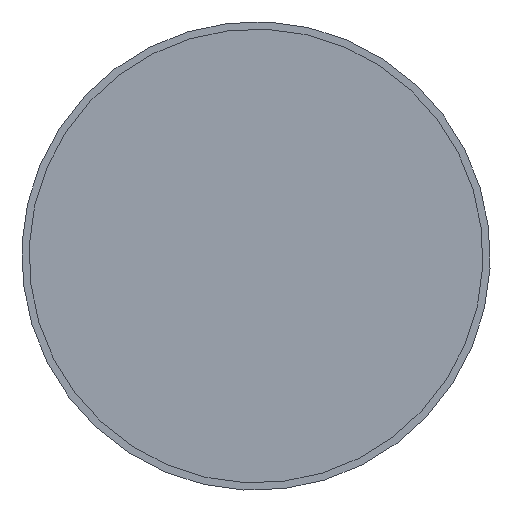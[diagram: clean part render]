
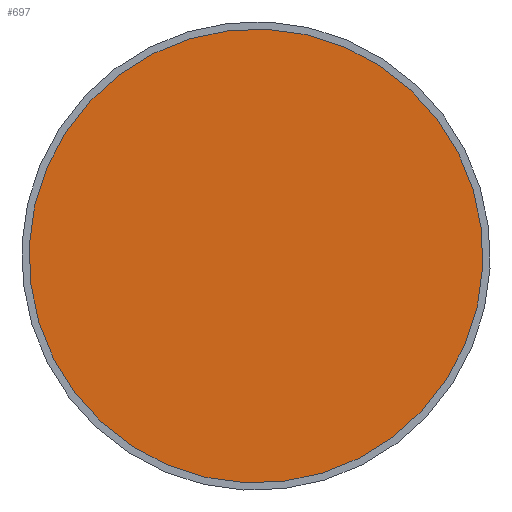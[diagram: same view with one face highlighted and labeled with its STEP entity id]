
A CAD part, front view. The second image highlights one B-rep face of the part: STEP entity #697.
In plain terms, the highlighted planar face has unit normal (0, -1, 0).
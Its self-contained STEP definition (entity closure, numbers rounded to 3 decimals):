
#98=FACE_OUTER_BOUND('',#137,.T.);
#137=EDGE_LOOP('',(#436,#437));
#184=CIRCLE('',#760,15.5);
#185=CIRCLE('',#761,15.5);
#256=VERTEX_POINT('',#1117);
#257=VERTEX_POINT('',#1118);
#332=EDGE_CURVE('',#256,#257,#184,.T.);
#333=EDGE_CURVE('',#257,#256,#185,.T.);
#436=ORIENTED_EDGE('',*,*,#332,.T.);
#437=ORIENTED_EDGE('',*,*,#333,.T.);
#642=PLANE('',#759);
#697=ADVANCED_FACE('',(#98),#642,.T.);
#759=AXIS2_PLACEMENT_3D('',#1116,#877,#878);
#760=AXIS2_PLACEMENT_3D('',#1119,#879,#880);
#761=AXIS2_PLACEMENT_3D('',#1120,#881,#882);
#877=DIRECTION('center_axis',(0.,-1.,0.));
#878=DIRECTION('ref_axis',(-0.602,0.,0.799));
#879=DIRECTION('center_axis',(0.,-1.,0.));
#880=DIRECTION('ref_axis',(-0.799,0.,-0.602));
#881=DIRECTION('center_axis',(0.,-1.,0.));
#882=DIRECTION('ref_axis',(-0.799,0.,-0.602));
#1116=CARTESIAN_POINT('Origin',(-6.188,-35.351,-4.665));
#1117=CARTESIAN_POINT('',(-12.377,-35.351,-9.331));
#1118=CARTESIAN_POINT('',(12.377,-35.351,9.331));
#1119=CARTESIAN_POINT('Origin',(0.,-35.351,0.));
#1120=CARTESIAN_POINT('Origin',(0.,-35.351,0.));
